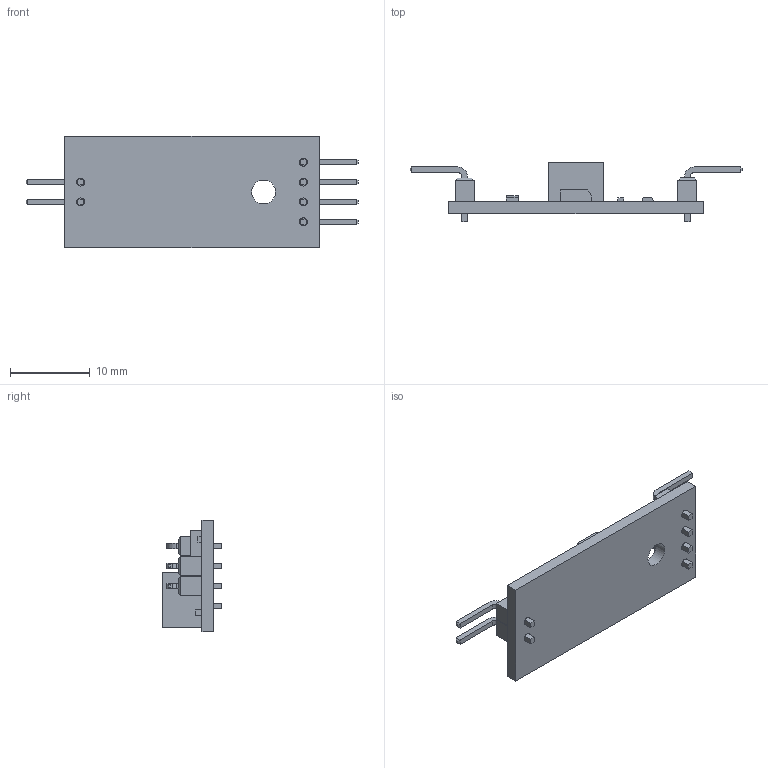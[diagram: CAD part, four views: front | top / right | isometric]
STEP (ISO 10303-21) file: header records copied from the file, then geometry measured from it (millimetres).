
FILE_DESCRIPTION(/* description */ (''),/* implementation_level */ '2;1');
FILE_NAME(/* name */ 'raindrops-sensor-controller-bent.stp',/* time_stamp */ '2023-04-07T00:01:48+03:00',/* author */ ('PC'),/* organization */ (''),/* preprocessor_version */ 'ST-DEVELOPER v19',/* originating_system */ 'Autodesk Inventor 2023',/* authorisation */ '');
FILE_SCHEMA (('AUTOMOTIVE_DESIGN { 1 0 10303 214 3 1 1 }'));
Length unit declared in the file: millimetre
Products named in the file (1): raindrops-sensor-controller
Bounding box: 41.73 x 7.5 x 14 mm (x, y, z)
Volume: 1056.2 mm3; surface area: 1902.4 mm2
Topology: 23 solids, 23 shells, 256 faces, 579 edges, 370 vertices
Faces by surface type: plane 236, cylinder 20
Full cylindrical faces by diameter (mm): 1 x6, 3 x2
Entity records: 7355 total; most frequent: CARTESIAN_POINT 1206, ORIENTED_EDGE 1158, DIRECTION 1141, EDGE_CURVE 579, LINE 531, VECTOR 531, VERTEX_POINT 370, AXIS2_PLACEMENT_3D 305
